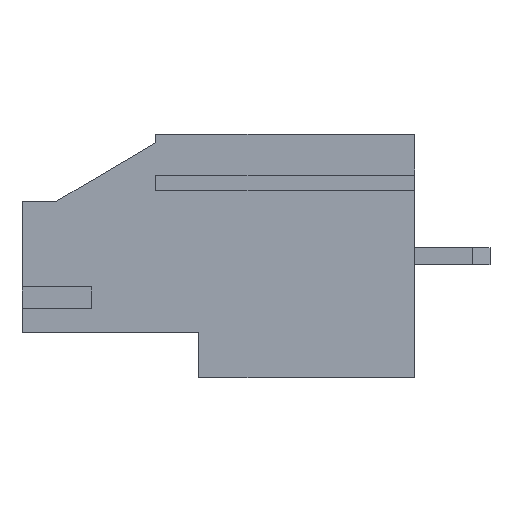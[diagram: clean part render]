
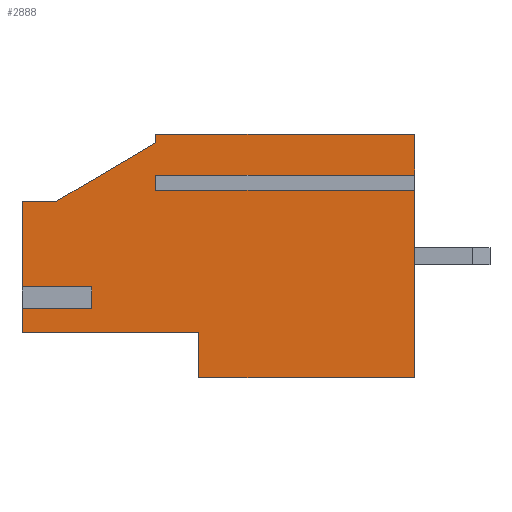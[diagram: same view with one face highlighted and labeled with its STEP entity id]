
A CAD part, left-side view. The second image highlights one B-rep face of the part: STEP entity #2888.
In plain terms, the highlighted planar face has unit normal (-1, 0, 0).
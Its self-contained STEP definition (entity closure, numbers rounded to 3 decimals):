
#60 = LINE ( 'NONE', #3367, #1692 ) ;
#78 = DIRECTION ( 'NONE',  ( 0., 0., -1. ) ) ;
#91 = ORIENTED_EDGE ( 'NONE', *, *, #481, .F. ) ;
#107 = VECTOR ( 'NONE', #2879, 1000. ) ;
#113 = CARTESIAN_POINT ( 'NONE',  ( -2.54, 0., 0. ) ) ;
#121 = DIRECTION ( 'NONE',  ( 0., 0., -1. ) ) ;
#158 = CARTESIAN_POINT ( 'NONE',  ( -2.54, 0., 5.66 ) ) ;
#199 = VERTEX_POINT ( 'NONE', #327 ) ;
#215 = LINE ( 'NONE', #2491, #1349 ) ;
#327 = CARTESIAN_POINT ( 'NONE',  ( -2.54, 18.2, -1.57 ) ) ;
#329 = EDGE_CURVE ( 'NONE', #3934, #2779, #1744, .T. ) ;
#368 = VECTOR ( 'NONE', #4231, 1000. ) ;
#377 = VERTEX_POINT ( 'NONE', #1564 ) ;
#396 = EDGE_CURVE ( 'NONE', #1655, #3186, #4175, .T. ) ;
#405 = CARTESIAN_POINT ( 'NONE',  ( -2.54, 18.2, -3.54 ) ) ;
#430 = CARTESIAN_POINT ( 'NONE',  ( -2.54, 16.584, 2.56 ) ) ;
#438 = LINE ( 'NONE', #2072, #587 ) ;
#466 = DIRECTION ( 'NONE',  ( 0., 1., 0. ) ) ;
#472 = CARTESIAN_POINT ( 'NONE',  ( -2.54, 12., 3.06 ) ) ;
#481 = EDGE_CURVE ( 'NONE', #2635, #2505, #215, .T. ) ;
#491 = DIRECTION ( 'NONE',  ( 0., 1., 0. ) ) ;
#523 = VECTOR ( 'NONE', #1457, 1000. ) ;
#525 = VECTOR ( 'NONE', #3698, 1000. ) ;
#553 = ORIENTED_EDGE ( 'NONE', *, *, #632, .F. ) ;
#587 = VECTOR ( 'NONE', #1768, 1000. ) ;
#632 = EDGE_CURVE ( 'NONE', #2505, #4087, #3227, .T. ) ;
#655 = VECTOR ( 'NONE', #1793, 1000. ) ;
#747 = DIRECTION ( 'NONE',  ( 0., -1., 0. ) ) ;
#782 = CARTESIAN_POINT ( 'NONE',  ( -2.54, 12., 5.26 ) ) ;
#804 = EDGE_CURVE ( 'NONE', #4087, #1721, #1139, .T. ) ;
#817 = ORIENTED_EDGE ( 'NONE', *, *, #804, .F. ) ;
#878 = ORIENTED_EDGE ( 'NONE', *, *, #329, .F. ) ;
#989 = CARTESIAN_POINT ( 'NONE',  ( -2.54, 10., -3.54 ) ) ;
#1030 = ORIENTED_EDGE ( 'NONE', *, *, #396, .F. ) ;
#1063 = VECTOR ( 'NONE', #466, 1000. ) ;
#1107 = ORIENTED_EDGE ( 'NONE', *, *, #4198, .F. ) ;
#1139 = LINE ( 'NONE', #1443, #1063 ) ;
#1284 = CARTESIAN_POINT ( 'NONE',  ( -2.54, 0., -1.57 ) ) ;
#1349 = VECTOR ( 'NONE', #491, 1000. ) ;
#1379 = EDGE_CURVE ( 'NONE', #199, #4002, #2397, .T. ) ;
#1389 = LINE ( 'NONE', #2735, #3063 ) ;
#1393 = VERTEX_POINT ( 'NONE', #1474 ) ;
#1443 = CARTESIAN_POINT ( 'NONE',  ( -2.54, 10., -3.54 ) ) ;
#1457 = DIRECTION ( 'NONE',  ( 0., -0.862, 0.508 ) ) ;
#1460 = EDGE_CURVE ( 'NONE', #2551, #1655, #3490, .T. ) ;
#1474 = CARTESIAN_POINT ( 'NONE',  ( -2.54, 18.2, -2.27 ) ) ;
#1486 = ORIENTED_EDGE ( 'NONE', *, *, #1967, .F. ) ;
#1489 = VECTOR ( 'NONE', #121, 1000. ) ;
#1523 = CARTESIAN_POINT ( 'NONE',  ( -2.54, 12., 3.76 ) ) ;
#1564 = CARTESIAN_POINT ( 'NONE',  ( -2.54, 14.967, -2.27 ) ) ;
#1586 = CARTESIAN_POINT ( 'NONE',  ( -2.54, 10., -5.64 ) ) ;
#1638 = ORIENTED_EDGE ( 'NONE', *, *, #1379, .F. ) ;
#1655 = VERTEX_POINT ( 'NONE', #4067 ) ;
#1667 = EDGE_CURVE ( 'NONE', #377, #3323, #4047, .T. ) ;
#1679 = AXIS2_PLACEMENT_3D ( 'NONE', #113, #3742, #3460 ) ;
#1692 = VECTOR ( 'NONE', #747, 1000. ) ;
#1721 = VERTEX_POINT ( 'NONE', #405 ) ;
#1724 = CARTESIAN_POINT ( 'NONE',  ( -2.54, 12., 3.76 ) ) ;
#1744 = LINE ( 'NONE', #1724, #2254 ) ;
#1768 = DIRECTION ( 'NONE',  ( 0., 0., 1. ) ) ;
#1793 = DIRECTION ( 'NONE',  ( 0., -1., 0. ) ) ;
#1798 = CARTESIAN_POINT ( 'NONE',  ( -2.54, 0., 3.06 ) ) ;
#1804 = LINE ( 'NONE', #2114, #523 ) ;
#1815 = ORIENTED_EDGE ( 'NONE', *, *, #3873, .F. ) ;
#1850 = CARTESIAN_POINT ( 'NONE',  ( -2.54, 12., 5.26 ) ) ;
#1921 = CARTESIAN_POINT ( 'NONE',  ( -2.54, 0., -5.64 ) ) ;
#1967 = EDGE_CURVE ( 'NONE', #3323, #199, #2359, .T. ) ;
#2021 = EDGE_CURVE ( 'NONE', #3934, #3815, #60, .T. ) ;
#2072 = CARTESIAN_POINT ( 'NONE',  ( -2.54, 18.2, -3.54 ) ) ;
#2114 = CARTESIAN_POINT ( 'NONE',  ( -2.54, 16.584, 2.56 ) ) ;
#2145 = LINE ( 'NONE', #2814, #107 ) ;
#2152 = DIRECTION ( 'NONE',  ( 0., -1., 0. ) ) ;
#2175 = ORIENTED_EDGE ( 'NONE', *, *, #2264, .F. ) ;
#2254 = VECTOR ( 'NONE', #78, 1000. ) ;
#2264 = EDGE_CURVE ( 'NONE', #3186, #3815, #2145, .T. ) ;
#2323 = VECTOR ( 'NONE', #2974, 1000. ) ;
#2325 = VECTOR ( 'NONE', #3447, 1000. ) ;
#2359 = LINE ( 'NONE', #1284, #2805 ) ;
#2388 = CARTESIAN_POINT ( 'NONE',  ( -2.54, 14.967, -116.26 ) ) ;
#2397 = LINE ( 'NONE', #3140, #3211 ) ;
#2460 = DIRECTION ( 'NONE',  ( 0., 0., 1. ) ) ;
#2471 = EDGE_CURVE ( 'NONE', #377, #1393, #2502, .T. ) ;
#2491 = CARTESIAN_POINT ( 'NONE',  ( -2.54, 0., -5.64 ) ) ;
#2492 = EDGE_CURVE ( 'NONE', #2810, #2635, #3097, .T. ) ;
#2498 = EDGE_CURVE ( 'NONE', #3886, #2551, #1804, .T. ) ;
#2502 = LINE ( 'NONE', #3080, #2325 ) ;
#2505 = VERTEX_POINT ( 'NONE', #3748 ) ;
#2551 = VERTEX_POINT ( 'NONE', #782 ) ;
#2570 = ORIENTED_EDGE ( 'NONE', *, *, #3469, .F. ) ;
#2623 = DIRECTION ( 'NONE',  ( 0., 1., 0. ) ) ;
#2635 = VERTEX_POINT ( 'NONE', #1921 ) ;
#2735 = CARTESIAN_POINT ( 'NONE',  ( -2.54, 18.2, 2.56 ) ) ;
#2770 = DIRECTION ( 'NONE',  ( 0., 0., 1. ) ) ;
#2779 = VERTEX_POINT ( 'NONE', #4007 ) ;
#2805 = VECTOR ( 'NONE', #2623, 1000. ) ;
#2810 = VERTEX_POINT ( 'NONE', #1798 ) ;
#2814 = CARTESIAN_POINT ( 'NONE',  ( -2.54, 0., 5.66 ) ) ;
#2820 = FACE_OUTER_BOUND ( 'NONE', #3585, .T. ) ;
#2879 = DIRECTION ( 'NONE',  ( 0., 0., -1. ) ) ;
#2888 = ADVANCED_FACE ( 'NONE', ( #2820 ), #3111, .F. ) ;
#2895 = ORIENTED_EDGE ( 'NONE', *, *, #2021, .T. ) ;
#2974 = DIRECTION ( 'NONE',  ( 0., 0., 1. ) ) ;
#3054 = ORIENTED_EDGE ( 'NONE', *, *, #2471, .T. ) ;
#3063 = VECTOR ( 'NONE', #2152, 1000. ) ;
#3080 = CARTESIAN_POINT ( 'NONE',  ( -2.54, 0., -2.27 ) ) ;
#3097 = LINE ( 'NONE', #158, #1489 ) ;
#3111 = PLANE ( 'NONE',  #1679 ) ;
#3140 = CARTESIAN_POINT ( 'NONE',  ( -2.54, 18.2, -3.54 ) ) ;
#3156 = CARTESIAN_POINT ( 'NONE',  ( -2.54, 12., 5.66 ) ) ;
#3186 = VERTEX_POINT ( 'NONE', #4084 ) ;
#3211 = VECTOR ( 'NONE', #2460, 1000. ) ;
#3227 = LINE ( 'NONE', #1586, #2323 ) ;
#3317 = CARTESIAN_POINT ( 'NONE',  ( -2.54, 14.967, -1.57 ) ) ;
#3323 = VERTEX_POINT ( 'NONE', #3317 ) ;
#3353 = LINE ( 'NONE', #472, #525 ) ;
#3367 = CARTESIAN_POINT ( 'NONE',  ( -2.54, 12., 3.76 ) ) ;
#3447 = DIRECTION ( 'NONE',  ( 0., 1., 0. ) ) ;
#3460 = DIRECTION ( 'NONE',  ( 0., 0., -1. ) ) ;
#3469 = EDGE_CURVE ( 'NONE', #1721, #1393, #438, .T. ) ;
#3490 = LINE ( 'NONE', #1850, #368 ) ;
#3532 = CARTESIAN_POINT ( 'NONE',  ( -2.54, 18.2, 2.56 ) ) ;
#3583 = ORIENTED_EDGE ( 'NONE', *, *, #2498, .F. ) ;
#3585 = EDGE_LOOP ( 'NONE', ( #817, #553, #91, #3697, #1107, #878, #2895, #2175, #1030, #3613, #3583, #1815, #1638, #1486, #4105, #3054, #2570 ) ) ;
#3613 = ORIENTED_EDGE ( 'NONE', *, *, #1460, .F. ) ;
#3697 = ORIENTED_EDGE ( 'NONE', *, *, #2492, .F. ) ;
#3698 = DIRECTION ( 'NONE',  ( 0., -1., 0. ) ) ;
#3742 = DIRECTION ( 'NONE',  ( 1., 0., 0. ) ) ;
#3748 = CARTESIAN_POINT ( 'NONE',  ( -2.54, 10., -5.64 ) ) ;
#3815 = VERTEX_POINT ( 'NONE', #4093 ) ;
#3873 = EDGE_CURVE ( 'NONE', #4002, #3886, #1389, .T. ) ;
#3886 = VERTEX_POINT ( 'NONE', #430 ) ;
#3934 = VERTEX_POINT ( 'NONE', #1523 ) ;
#3968 = VECTOR ( 'NONE', #2770, 1000. ) ;
#4002 = VERTEX_POINT ( 'NONE', #3532 ) ;
#4007 = CARTESIAN_POINT ( 'NONE',  ( -2.54, 12., 3.06 ) ) ;
#4047 = LINE ( 'NONE', #2388, #3968 ) ;
#4067 = CARTESIAN_POINT ( 'NONE',  ( -2.54, 12., 5.66 ) ) ;
#4084 = CARTESIAN_POINT ( 'NONE',  ( -2.54, 0., 5.66 ) ) ;
#4087 = VERTEX_POINT ( 'NONE', #989 ) ;
#4093 = CARTESIAN_POINT ( 'NONE',  ( -2.54, 0., 3.76 ) ) ;
#4105 = ORIENTED_EDGE ( 'NONE', *, *, #1667, .F. ) ;
#4175 = LINE ( 'NONE', #3156, #655 ) ;
#4198 = EDGE_CURVE ( 'NONE', #2779, #2810, #3353, .T. ) ;
#4231 = DIRECTION ( 'NONE',  ( 0., 0., 1. ) ) ;
